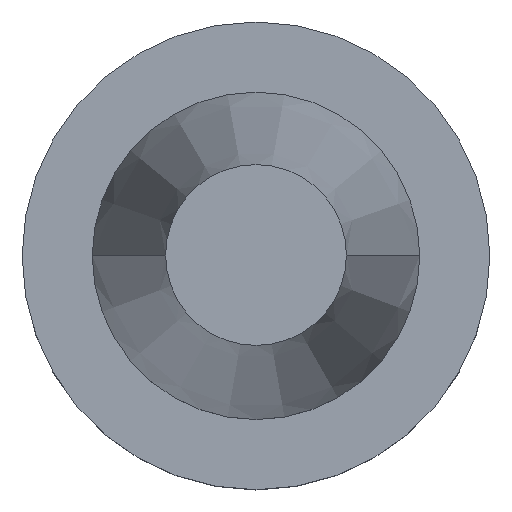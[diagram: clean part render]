
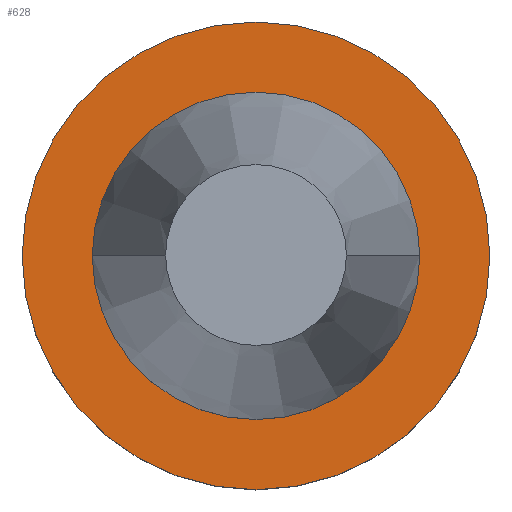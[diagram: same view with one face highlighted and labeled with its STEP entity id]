
A CAD part, top view. The second image highlights one B-rep face of the part: STEP entity #628.
In plain terms, the highlighted planar face has unit normal (0, 0, 1).
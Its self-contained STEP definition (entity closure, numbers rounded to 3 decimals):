
#5 = ORIENTED_EDGE ( 'NONE', *, *, #616, .T. ) ;
#31 = CARTESIAN_POINT ( 'NONE',  ( -31.75, 0., -1. ) ) ;
#41 = DIRECTION ( 'NONE',  ( 0., 0., 1. ) ) ;
#42 = ORIENTED_EDGE ( 'NONE', *, *, #70, .F. ) ;
#54 = DIRECTION ( 'NONE',  ( 1., 0., 0. ) ) ;
#67 = PLANE ( 'NONE',  #751 ) ;
#70 = EDGE_CURVE ( 'NONE', #412, #685, #696, .T. ) ;
#164 = DIRECTION ( 'NONE',  ( 0., 0., 1. ) ) ;
#165 = ORIENTED_EDGE ( 'NONE', *, *, #241, .F. ) ;
#182 = CARTESIAN_POINT ( 'NONE',  ( 0., 31.75, -1. ) ) ;
#192 = EDGE_CURVE ( 'NONE', #293, #615, #366, .T. ) ;
#229 = DIRECTION ( 'NONE',  ( 1., 0., 0. ) ) ;
#241 = EDGE_CURVE ( 'NONE', #685, #412, #318, .T. ) ;
#245 = CARTESIAN_POINT ( 'NONE',  ( -22.225, 0., -1. ) ) ;
#267 = CARTESIAN_POINT ( 'NONE',  ( 0., 0., -1. ) ) ;
#269 = CARTESIAN_POINT ( 'NONE',  ( 22.225, 0., -1. ) ) ;
#293 = VERTEX_POINT ( 'NONE', #31 ) ;
#318 = CIRCLE ( 'NONE', #736, 22.225 ) ;
#361 = CARTESIAN_POINT ( 'NONE',  ( 31.75, 0., -1. ) ) ;
#365 = CIRCLE ( 'NONE', #684, 31.75 ) ;
#366 = CIRCLE ( 'NONE', #448, 31.75 ) ;
#374 = AXIS2_PLACEMENT_3D ( 'NONE', #267, #575, #610 ) ;
#398 = EDGE_LOOP ( 'NONE', ( #42, #165 ) ) ;
#412 = VERTEX_POINT ( 'NONE', #269 ) ;
#448 = AXIS2_PLACEMENT_3D ( 'NONE', #539, #41, #229 ) ;
#539 = CARTESIAN_POINT ( 'NONE',  ( 0., 0., -1. ) ) ;
#547 = ORIENTED_EDGE ( 'NONE', *, *, #192, .T. ) ;
#560 = DIRECTION ( 'NONE',  ( 1., 0., 0. ) ) ;
#575 = DIRECTION ( 'NONE',  ( 0., 0., 1. ) ) ;
#602 = CARTESIAN_POINT ( 'NONE',  ( 0., 0., -1. ) ) ;
#610 = DIRECTION ( 'NONE',  ( 1., 0., 0. ) ) ;
#612 = DIRECTION ( 'NONE',  ( -1., 0., 0. ) ) ;
#615 = VERTEX_POINT ( 'NONE', #361 ) ;
#616 = EDGE_CURVE ( 'NONE', #615, #293, #365, .T. ) ;
#619 = FACE_BOUND ( 'NONE', #398, .T. ) ;
#625 = FACE_OUTER_BOUND ( 'NONE', #706, .T. ) ;
#628 = ADVANCED_FACE ( 'NONE', ( #619, #625 ), #67, .F. ) ;
#684 = AXIS2_PLACEMENT_3D ( 'NONE', #602, #164, #54 ) ;
#685 = VERTEX_POINT ( 'NONE', #245 ) ;
#696 = CIRCLE ( 'NONE', #374, 22.225 ) ;
#706 = EDGE_LOOP ( 'NONE', ( #5, #547 ) ) ;
#736 = AXIS2_PLACEMENT_3D ( 'NONE', #748, #769, #560 ) ;
#748 = CARTESIAN_POINT ( 'NONE',  ( 0., 0., -1. ) ) ;
#751 = AXIS2_PLACEMENT_3D ( 'NONE', #182, #775, #612 ) ;
#769 = DIRECTION ( 'NONE',  ( 0., 0., 1. ) ) ;
#775 = DIRECTION ( 'NONE',  ( 0., 0., -1. ) ) ;
